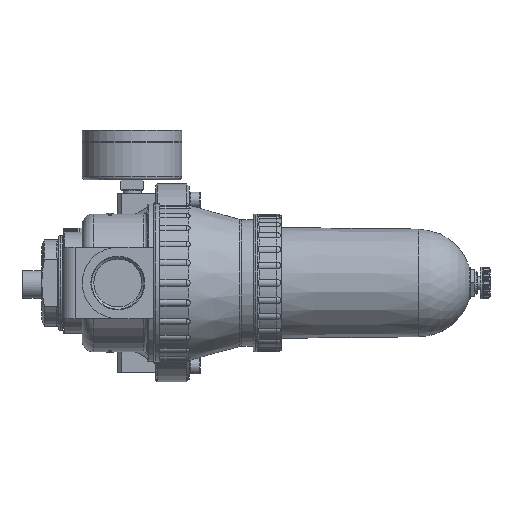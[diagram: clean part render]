
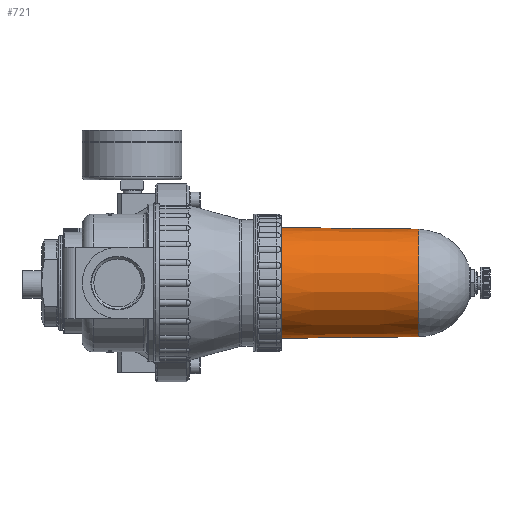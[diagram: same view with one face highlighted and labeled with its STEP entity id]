
A CAD part, left-side view. The second image highlights one B-rep face of the part: STEP entity #721.
In plain terms, the highlighted conical face has half-angle 0.635 degrees and reference radius 34.972 mm.
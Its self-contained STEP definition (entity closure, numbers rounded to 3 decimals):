
#721 = ADVANCED_FACE( '', ( #2268, #2269 ), #2270, .T. );
#2268 = FACE_BOUND( '', #4815, .T. );
#2269 = FACE_OUTER_BOUND( '', #4816, .T. );
#2270 = CONICAL_SURFACE( '', #4817, 34.972, 0.011 );
#4815 = EDGE_LOOP( '', ( #9419 ) );
#4816 = EDGE_LOOP( '', ( #9420 ) );
#4817 = AXIS2_PLACEMENT_3D( '', #9421, #9422, #9423 );
#9419 = ORIENTED_EDGE( '', *, *, #16376, .F. );
#9420 = ORIENTED_EDGE( '', *, *, #16375, .T. );
#9421 = CARTESIAN_POINT( '', ( 0., 0.5, 0. ) );
#9422 = DIRECTION( '', ( 0., 1., 0. ) );
#9423 = DIRECTION( '', ( 0., 0., 1. ) );
#16375 = EDGE_CURVE( '', #19657, #19657, #19658, .T. );
#16376 = EDGE_CURVE( '', #19659, #19659, #19660, .T. );
#19657 = VERTEX_POINT( '', #27181 );
#19658 = CIRCLE( '', #27182, 34.972 );
#19659 = VERTEX_POINT( '', #27183 );
#19660 = CIRCLE( '', #27184, 33.998 );
#27181 = CARTESIAN_POINT( '', ( 0., 0.5, -34.972 ) );
#27182 = AXIS2_PLACEMENT_3D( '', #35279, #35280, #35281 );
#27183 = CARTESIAN_POINT( '', ( 0., -87.377, -33.998 ) );
#27184 = AXIS2_PLACEMENT_3D( '', #35282, #35283, #35284 );
#35279 = CARTESIAN_POINT( '', ( 0., 0.5, 0. ) );
#35280 = DIRECTION( '', ( 0., -1., 0. ) );
#35281 = DIRECTION( '', ( 0., 0., -1. ) );
#35282 = CARTESIAN_POINT( '', ( 0., -87.377, 0. ) );
#35283 = DIRECTION( '', ( 0., -1., 0. ) );
#35284 = DIRECTION( '', ( 0., 0., -1. ) );
